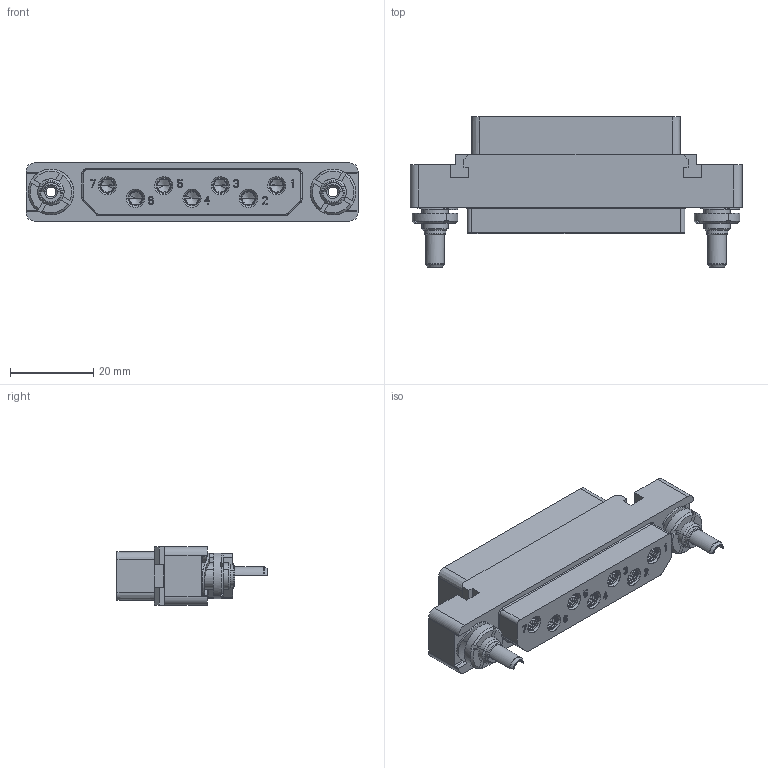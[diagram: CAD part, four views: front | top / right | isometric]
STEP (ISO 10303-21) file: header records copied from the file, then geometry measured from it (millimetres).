
FILE_DESCRIPTION((''),'2;1');
FILE_NAME('1900ND06S1B00B','2020-08-03T',('presta_be4'),(''),'CREO PARAMETRIC BY PTC INC, 2018360','CREO PARAMETRIC BY PTC INC, 2018360','');
FILE_SCHEMA(('CONFIG_CONTROL_DESIGN'));
Products named in the file (1): 1900ND06S1B00B
Bounding box: 80 x 36.35 x 14 mm (x, y, z)
Volume: 18691.5 mm3; surface area: 18400.2 mm2
Topology: 3 solids, 3 shells, 2609 faces, 6831 edges, 4346 vertices
Faces by surface type: plane 1282, cylinder 551, cone 436, torus 282, extrusion 30, bspline 28
Entity records: 86385 total; most frequent: CARTESIAN_POINT 22849, ORIENTED_EDGE 13598, DIRECTION 12806, EDGE_CURVE 6799, AXIS2_PLACEMENT_3D 4514, VERTEX_POINT 4346, VECTOR 3778, LINE 3748
